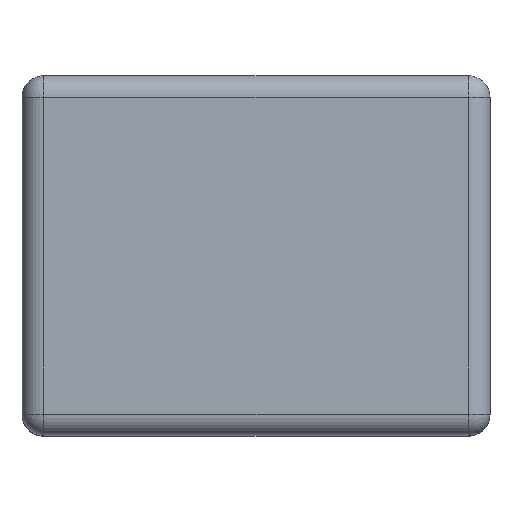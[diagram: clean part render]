
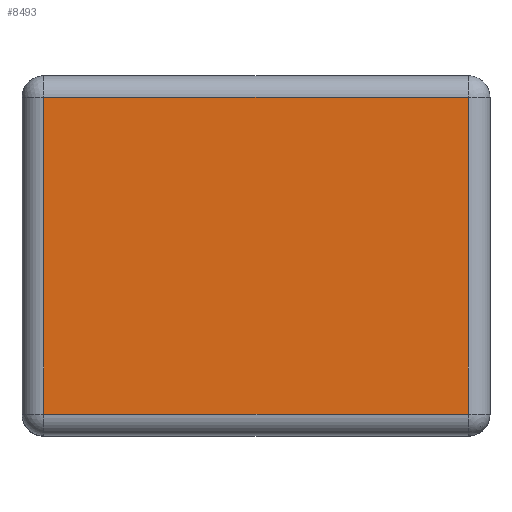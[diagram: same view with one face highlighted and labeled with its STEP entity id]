
A CAD part, top view. The second image highlights one B-rep face of the part: STEP entity #8493.
In plain terms, the highlighted face is planar.
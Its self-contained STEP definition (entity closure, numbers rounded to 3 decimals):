
#8233=CARTESIAN_POINT('',(-29.5,-22.0,-33.0));
#8234=VERTEX_POINT('',#8233);
#8242=CARTESIAN_POINT('',(29.5,-22.0,-33.0));
#8243=VERTEX_POINT('',#8242);
#8244=CARTESIAN_POINT('',(-29.5,-22.0,-33.0));
#8245=DIRECTION('',(1.0,0.0,0.0));
#8246=VECTOR('',#8245,59.);
#8247=LINE('',#8244,#8246);
#8248=EDGE_CURVE('',#8234,#8243,#8247,.T.);
#8280=CARTESIAN_POINT('',(29.5,22.0,-33.0));
#8281=VERTEX_POINT('',#8280);
#8282=CARTESIAN_POINT('',(29.5,-22.0,-33.0));
#8283=DIRECTION('',(0.0,1.0,0.0));
#8284=VECTOR('',#8283,44.0);
#8285=LINE('',#8282,#8284);
#8286=EDGE_CURVE('',#8243,#8281,#8285,.T.);
#8330=CARTESIAN_POINT('',(-29.5,22.0,-33.0));
#8331=VERTEX_POINT('',#8330);
#8332=CARTESIAN_POINT('',(29.5,22.0,-33.0));
#8333=DIRECTION('',(-1.0,0.0,0.0));
#8334=VECTOR('',#8333,59.);
#8335=LINE('',#8332,#8334);
#8336=EDGE_CURVE('',#8281,#8331,#8335,.T.);
#8385=CARTESIAN_POINT('',(-29.5,22.0,-33.0));
#8386=DIRECTION('',(0.0,-1.0,0.0));
#8387=VECTOR('',#8386,44.0);
#8388=LINE('',#8385,#8387);
#8389=EDGE_CURVE('',#8331,#8234,#8388,.T.);
#8482=CARTESIAN_POINT('',(0.,0.,-33.0));
#8483=DIRECTION('',(0.0,0.0,1.0));
#8484=DIRECTION('',(1.0,0.0,0.0));
#8485=AXIS2_PLACEMENT_3D('',#8482,#8483,#8484);
#8486=PLANE('',#8485);
#8487=ORIENTED_EDGE('',*,*,#8248,.F.);
#8488=ORIENTED_EDGE('',*,*,#8389,.F.);
#8489=ORIENTED_EDGE('',*,*,#8336,.F.);
#8490=ORIENTED_EDGE('',*,*,#8286,.F.);
#8491=EDGE_LOOP('',(#8487,#8488,#8489,#8490));
#8492=FACE_OUTER_BOUND('',#8491,.T.);
#8493=ADVANCED_FACE('',(#8492),#8486,.F.);
